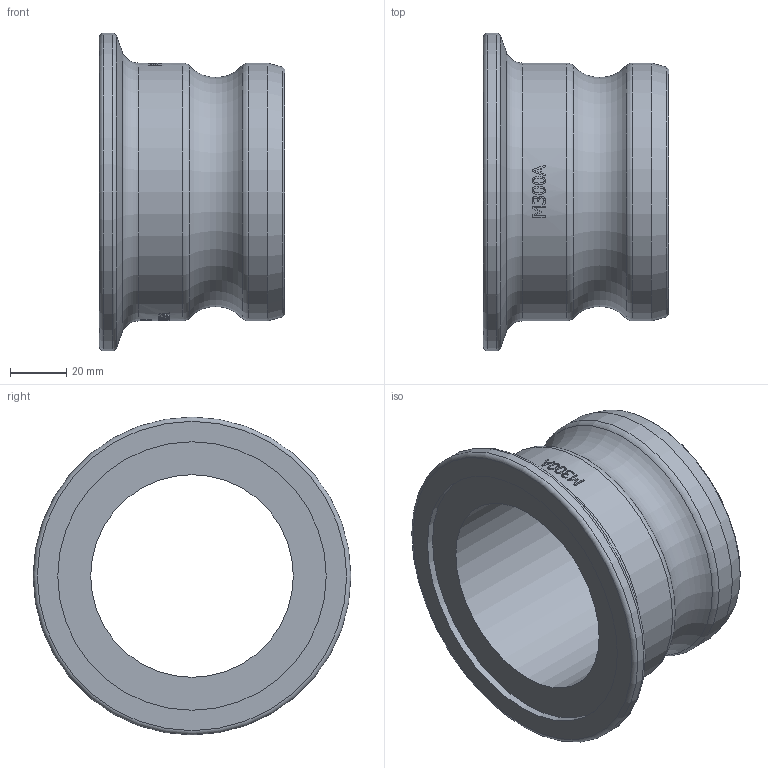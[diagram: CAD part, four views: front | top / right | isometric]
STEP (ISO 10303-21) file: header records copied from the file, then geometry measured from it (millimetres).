
FILE_DESCRIPTION(/* description */ ('3" MALE ADAPTER X 3" MNFLD, MACHINED'),/* implementation_level */ '2;1');
FILE_NAME(/* name */ 'M300A.stp',/* time_stamp */ '2019-10-25T10:38:32-04:00',/* author */ ('MJC'),/* organization */ (''),/* preprocessor_version */ 'ST-DEVELOPER v17.2',/* originating_system */ 'Autodesk Inventor 2019',/* authorisation */ '');
FILE_SCHEMA (('AUTOMOTIVE_DESIGN { 1 0 10303 214 3 1 1 }'));
Length unit declared in the file: inch
Products named in the file (2): M300A; M300AX
Assembly tree (1 placements, depth 2):
  M300A
    M300AX
Bounding box: 65.69 x 112.78 x 112.78 mm (x, y, z)
Volume: 161200.3 mm3; surface area: 44349.6 mm2
Topology: 1 solids, 1 shells, 311 faces, 845 edges, 566 vertices
Faces by surface type: plane 158, bspline 108, cylinder 34, torus 7, cone 4
Full cylindrical faces by diameter (mm): 71.882 x1, 91.491 x2, 95.25 x1, 112.776 x1
Entity records: 12369 total; most frequent: CARTESIAN_POINT 4885, ORIENTED_EDGE 1690, DIRECTION 1302, EDGE_CURVE 845, VERTEX_POINT 566, AXIS2_PLACEMENT_3D 467, LINE 368, VECTOR 368
